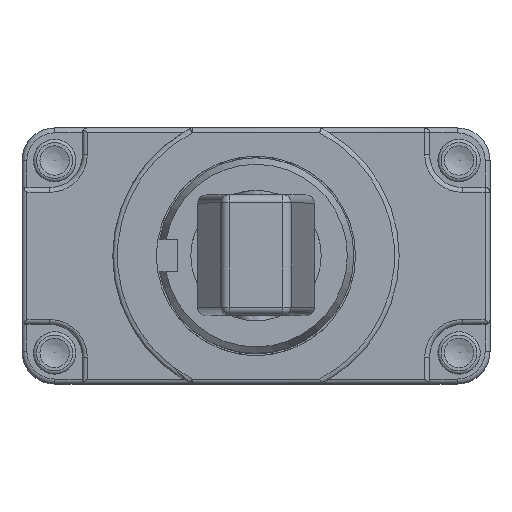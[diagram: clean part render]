
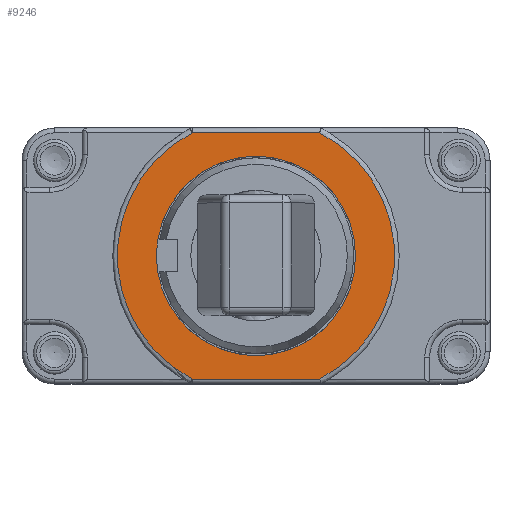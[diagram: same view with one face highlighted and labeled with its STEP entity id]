
A CAD part, top view. The second image highlights one B-rep face of the part: STEP entity #9246.
In plain terms, the highlighted planar face has unit normal (0, 0, 1).
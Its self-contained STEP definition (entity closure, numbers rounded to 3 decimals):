
#287=FACE_BOUND('',#2960,.T.);
#847=LINE('',#16762,#1600);
#848=LINE('',#16766,#1601);
#1600=VECTOR('',#11987,10.);
#1601=VECTOR('',#11990,10.);
#2380=FACE_OUTER_BOUND('',#2959,.T.);
#2959=EDGE_LOOP('',(#7468,#7469,#7470,#7471));
#2960=EDGE_LOOP('',(#7472,#7473));
#3465=CIRCLE('',#10028,8.5);
#3466=CIRCLE('',#10029,8.5);
#3467=CIRCLE('',#10030,6.1);
#3468=CIRCLE('',#10031,6.1);
#4169=VERTEX_POINT('',#16760);
#4170=VERTEX_POINT('',#16761);
#4171=VERTEX_POINT('',#16763);
#4172=VERTEX_POINT('',#16765);
#4173=VERTEX_POINT('',#16768);
#4174=VERTEX_POINT('',#16769);
#5322=EDGE_CURVE('',#4169,#4170,#847,.T.);
#5323=EDGE_CURVE('',#4171,#4169,#3465,.T.);
#5324=EDGE_CURVE('',#4172,#4171,#848,.T.);
#5325=EDGE_CURVE('',#4170,#4172,#3466,.T.);
#5326=EDGE_CURVE('',#4173,#4174,#3467,.T.);
#5327=EDGE_CURVE('',#4174,#4173,#3468,.T.);
#7468=ORIENTED_EDGE('',*,*,#5322,.F.);
#7469=ORIENTED_EDGE('',*,*,#5323,.F.);
#7470=ORIENTED_EDGE('',*,*,#5324,.F.);
#7471=ORIENTED_EDGE('',*,*,#5325,.F.);
#7472=ORIENTED_EDGE('',*,*,#5326,.T.);
#7473=ORIENTED_EDGE('',*,*,#5327,.T.);
#8795=PLANE('',#10027);
#9246=ADVANCED_FACE('',(#2380,#287),#8795,.T.);
#10027=AXIS2_PLACEMENT_3D('',#16759,#11985,#11986);
#10028=AXIS2_PLACEMENT_3D('',#16764,#11988,#11989);
#10029=AXIS2_PLACEMENT_3D('',#16767,#11991,#11992);
#10030=AXIS2_PLACEMENT_3D('',#16770,#11993,#11994);
#10031=AXIS2_PLACEMENT_3D('',#16771,#11995,#11996);
#11985=DIRECTION('center_axis',(0.,0.,
1.));
#11986=DIRECTION('ref_axis',(-1.,0.,0.));
#11987=DIRECTION('',(-1.,0.,0.));
#11988=DIRECTION('center_axis',(0.,0.,
-1.));
#11989=DIRECTION('ref_axis',(1.,0.004,0.));
#11990=DIRECTION('',(1.,0.,0.));
#11991=DIRECTION('center_axis',(0.,0.,
-1.));
#11992=DIRECTION('ref_axis',(-1.,0.,0.));
#11993=DIRECTION('center_axis',(0.,0.,
-1.));
#11994=DIRECTION('ref_axis',(-1.,0.,0.));
#11995=DIRECTION('center_axis',(0.,0.,
-1.));
#11996=DIRECTION('ref_axis',(-1.,0.,0.));
#16759=CARTESIAN_POINT('Origin',(0.,0.,
2.2));
#16760=CARTESIAN_POINT('',(3.905,-7.55,2.2));
#16761=CARTESIAN_POINT('',(-3.905,-7.55,2.2));
#16762=CARTESIAN_POINT('',(6.175,-7.55,2.2));
#16763=CARTESIAN_POINT('',(3.905,7.55,2.2));
#16764=CARTESIAN_POINT('Origin',(0.,0.,
2.2));
#16765=CARTESIAN_POINT('',(-3.905,7.55,2.2));
#16766=CARTESIAN_POINT('',(-6.175,7.55,2.2));
#16767=CARTESIAN_POINT('Origin',(0.,0.,
2.2));
#16768=CARTESIAN_POINT('',(-6.1,0.,2.2));
#16769=CARTESIAN_POINT('',(6.1,0.,2.2));
#16770=CARTESIAN_POINT('Origin',(0.,0.,
2.2));
#16771=CARTESIAN_POINT('Origin',(0.,0.,
2.2));
